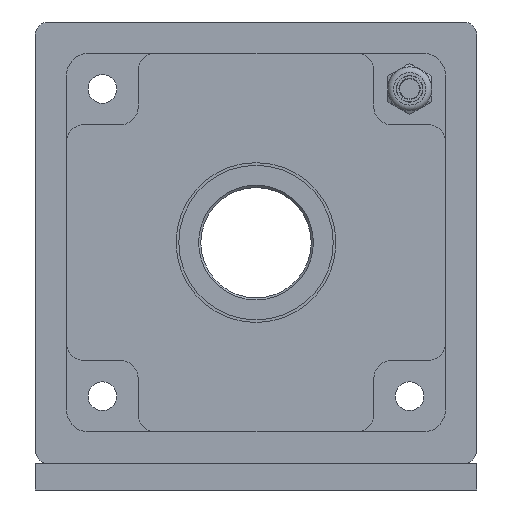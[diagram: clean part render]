
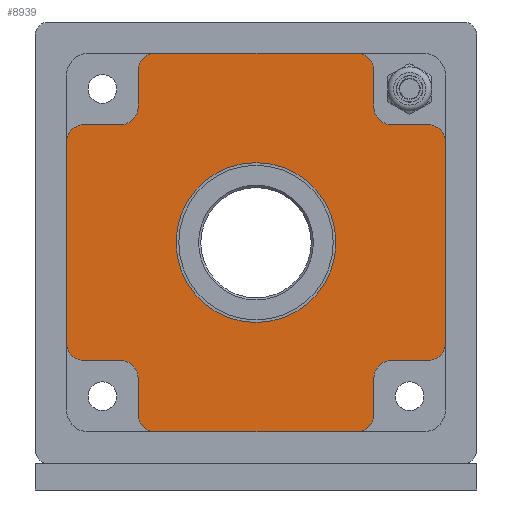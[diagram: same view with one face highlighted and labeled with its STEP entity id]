
A CAD part, left-side view. The second image highlights one B-rep face of the part: STEP entity #8939.
In plain terms, the highlighted planar face has unit normal (-1, 0, 0).
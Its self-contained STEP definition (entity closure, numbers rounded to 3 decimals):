
#657=FACE_BOUND('',#1491,.T.);
#792=PLANE('',#9632);
#944=FACE_OUTER_BOUND('',#1490,.T.);
#1490=EDGE_LOOP('',(#5989,#5990,#5991,#5992,#5993,#5994,#5995,#5996,#5997,
#5998,#5999,#6000,#6001,#6002,#6003,#6004,#6005,#6006,#6007,#6008,#6009,
#6010,#6011,#6012));
#1491=EDGE_LOOP('',(#6013));
#2153=LINE('',#13057,#2696);
#2166=LINE('',#13093,#2709);
#2178=LINE('',#13143,#2721);
#2179=LINE('',#13147,#2722);
#2180=LINE('',#13151,#2723);
#2181=LINE('',#13155,#2724);
#2182=LINE('',#13159,#2725);
#2183=LINE('',#13164,#2726);
#2184=LINE('',#13168,#2727);
#2185=LINE('',#13172,#2728);
#2186=LINE('',#13176,#2729);
#2187=LINE('',#13180,#2730);
#2696=VECTOR('',#10589,10.);
#2709=VECTOR('',#10618,10.);
#2721=VECTOR('',#10670,10.);
#2722=VECTOR('',#10673,10.);
#2723=VECTOR('',#10676,10.);
#2724=VECTOR('',#10679,10.);
#2725=VECTOR('',#10682,10.);
#2726=VECTOR('',#10687,10.);
#2727=VECTOR('',#10690,10.);
#2728=VECTOR('',#10693,10.);
#2729=VECTOR('',#10696,10.);
#2730=VECTOR('',#10699,10.);
#3256=CIRCLE('',#9628,18.1);
#3257=CIRCLE('',#9630,4.);
#3259=CIRCLE('',#9633,4.);
#3260=CIRCLE('',#9634,4.);
#3261=CIRCLE('',#9635,4.);
#3262=CIRCLE('',#9636,4.);
#3263=CIRCLE('',#9637,4.);
#3264=CIRCLE('',#9638,4.);
#3265=CIRCLE('',#9639,4.);
#3266=CIRCLE('',#9640,4.);
#3267=CIRCLE('',#9641,4.);
#3268=CIRCLE('',#9642,4.);
#3269=CIRCLE('',#9643,4.);
#3658=VERTEX_POINT('',#13054);
#3659=VERTEX_POINT('',#13056);
#3673=VERTEX_POINT('',#13090);
#3674=VERTEX_POINT('',#13092);
#3689=VERTEX_POINT('',#13132);
#3690=VERTEX_POINT('',#13136);
#3692=VERTEX_POINT('',#13142);
#3693=VERTEX_POINT('',#13144);
#3694=VERTEX_POINT('',#13146);
#3695=VERTEX_POINT('',#13148);
#3696=VERTEX_POINT('',#13150);
#3697=VERTEX_POINT('',#13152);
#3698=VERTEX_POINT('',#13154);
#3699=VERTEX_POINT('',#13156);
#3700=VERTEX_POINT('',#13158);
#3701=VERTEX_POINT('',#13161);
#3702=VERTEX_POINT('',#13163);
#3703=VERTEX_POINT('',#13165);
#3704=VERTEX_POINT('',#13167);
#3705=VERTEX_POINT('',#13169);
#3706=VERTEX_POINT('',#13171);
#3707=VERTEX_POINT('',#13173);
#3708=VERTEX_POINT('',#13175);
#3709=VERTEX_POINT('',#13177);
#3710=VERTEX_POINT('',#13179);
#4565=EDGE_CURVE('',#3659,#3658,#2153,.T.);
#4583=EDGE_CURVE('',#3674,#3673,#2166,.T.);
#4603=EDGE_CURVE('',#3689,#3689,#3256,.T.);
#4605=EDGE_CURVE('',#3690,#3658,#3257,.T.);
#4608=EDGE_CURVE('',#3690,#3692,#2178,.T.);
#4609=EDGE_CURVE('',#3693,#3692,#3259,.T.);
#4610=EDGE_CURVE('',#3693,#3694,#2179,.T.);
#4611=EDGE_CURVE('',#3695,#3694,#3260,.T.);
#4612=EDGE_CURVE('',#3695,#3696,#2180,.T.);
#4613=EDGE_CURVE('',#3697,#3696,#3261,.T.);
#4614=EDGE_CURVE('',#3697,#3698,#2181,.T.);
#4615=EDGE_CURVE('',#3699,#3698,#3262,.T.);
#4616=EDGE_CURVE('',#3699,#3700,#2182,.T.);
#4617=EDGE_CURVE('',#3674,#3700,#3263,.T.);
#4618=EDGE_CURVE('',#3701,#3673,#3264,.T.);
#4619=EDGE_CURVE('',#3701,#3702,#2183,.T.);
#4620=EDGE_CURVE('',#3703,#3702,#3265,.T.);
#4621=EDGE_CURVE('',#3703,#3704,#2184,.T.);
#4622=EDGE_CURVE('',#3705,#3704,#3266,.T.);
#4623=EDGE_CURVE('',#3705,#3706,#2185,.T.);
#4624=EDGE_CURVE('',#3707,#3706,#3267,.T.);
#4625=EDGE_CURVE('',#3707,#3708,#2186,.T.);
#4626=EDGE_CURVE('',#3709,#3708,#3268,.T.);
#4627=EDGE_CURVE('',#3709,#3710,#2187,.T.);
#4628=EDGE_CURVE('',#3659,#3710,#3269,.T.);
#5989=ORIENTED_EDGE('',*,*,#4605,.F.);
#5990=ORIENTED_EDGE('',*,*,#4608,.T.);
#5991=ORIENTED_EDGE('',*,*,#4609,.F.);
#5992=ORIENTED_EDGE('',*,*,#4610,.T.);
#5993=ORIENTED_EDGE('',*,*,#4611,.F.);
#5994=ORIENTED_EDGE('',*,*,#4612,.T.);
#5995=ORIENTED_EDGE('',*,*,#4613,.F.);
#5996=ORIENTED_EDGE('',*,*,#4614,.T.);
#5997=ORIENTED_EDGE('',*,*,#4615,.F.);
#5998=ORIENTED_EDGE('',*,*,#4616,.T.);
#5999=ORIENTED_EDGE('',*,*,#4617,.F.);
#6000=ORIENTED_EDGE('',*,*,#4583,.T.);
#6001=ORIENTED_EDGE('',*,*,#4618,.F.);
#6002=ORIENTED_EDGE('',*,*,#4619,.T.);
#6003=ORIENTED_EDGE('',*,*,#4620,.F.);
#6004=ORIENTED_EDGE('',*,*,#4621,.T.);
#6005=ORIENTED_EDGE('',*,*,#4622,.F.);
#6006=ORIENTED_EDGE('',*,*,#4623,.T.);
#6007=ORIENTED_EDGE('',*,*,#4624,.F.);
#6008=ORIENTED_EDGE('',*,*,#4625,.T.);
#6009=ORIENTED_EDGE('',*,*,#4626,.F.);
#6010=ORIENTED_EDGE('',*,*,#4627,.T.);
#6011=ORIENTED_EDGE('',*,*,#4628,.F.);
#6012=ORIENTED_EDGE('',*,*,#4565,.T.);
#6013=ORIENTED_EDGE('',*,*,#4603,.T.);
#8939=ADVANCED_FACE('',(#944,#657),#792,.F.);
#9628=AXIS2_PLACEMENT_3D('',#13133,#10658,#10659);
#9630=AXIS2_PLACEMENT_3D('',#13137,#10663,#10664);
#9632=AXIS2_PLACEMENT_3D('',#13141,#10668,#10669);
#9633=AXIS2_PLACEMENT_3D('',#13145,#10671,#10672);
#9634=AXIS2_PLACEMENT_3D('',#13149,#10674,#10675);
#9635=AXIS2_PLACEMENT_3D('',#13153,#10677,#10678);
#9636=AXIS2_PLACEMENT_3D('',#13157,#10680,#10681);
#9637=AXIS2_PLACEMENT_3D('',#13160,#10683,#10684);
#9638=AXIS2_PLACEMENT_3D('',#13162,#10685,#10686);
#9639=AXIS2_PLACEMENT_3D('',#13166,#10688,#10689);
#9640=AXIS2_PLACEMENT_3D('',#13170,#10691,#10692);
#9641=AXIS2_PLACEMENT_3D('',#13174,#10694,#10695);
#9642=AXIS2_PLACEMENT_3D('',#13178,#10697,#10698);
#9643=AXIS2_PLACEMENT_3D('',#13181,#10700,#10701);
#10589=DIRECTION('',(0.,1.,0.));
#10618=DIRECTION('',(0.,-1.,0.));
#10658=DIRECTION('center_axis',(1.,0.,0.));
#10659=DIRECTION('ref_axis',(0.,1.,0.));
#10663=DIRECTION('center_axis',(1.,0.,0.));
#10664=DIRECTION('ref_axis',(0.,0.707,0.707));
#10668=DIRECTION('center_axis',(1.,0.,0.));
#10669=DIRECTION('ref_axis',(0.,1.,0.));
#10670=DIRECTION('',(0.,0.,-1.));
#10671=DIRECTION('center_axis',(-1.,0.,0.));
#10672=DIRECTION('ref_axis',(0.,-0.707,-0.707));
#10673=DIRECTION('',(0.,1.,0.));
#10674=DIRECTION('center_axis',(1.,0.,0.));
#10675=DIRECTION('ref_axis',(0.,0.707,0.707));
#10676=DIRECTION('',(0.,0.,-1.));
#10677=DIRECTION('center_axis',(1.,0.,0.));
#10678=DIRECTION('ref_axis',(0.,0.707,-0.707));
#10679=DIRECTION('',(0.,-1.,0.));
#10680=DIRECTION('center_axis',(-1.,0.,0.));
#10681=DIRECTION('ref_axis',(0.,-0.707,0.707));
#10682=DIRECTION('',(0.,0.,-1.));
#10683=DIRECTION('center_axis',(1.,0.,0.));
#10684=DIRECTION('ref_axis',(0.,0.707,-0.707));
#10685=DIRECTION('center_axis',(1.,0.,0.));
#10686=DIRECTION('ref_axis',(0.,-0.707,-0.707));
#10687=DIRECTION('',(0.,0.,1.));
#10688=DIRECTION('center_axis',(-1.,0.,0.));
#10689=DIRECTION('ref_axis',(0.,0.707,0.707));
#10690=DIRECTION('',(0.,-1.,0.));
#10691=DIRECTION('center_axis',(1.,0.,0.));
#10692=DIRECTION('ref_axis',(0.,-0.707,-0.707));
#10693=DIRECTION('',(0.,0.,1.));
#10694=DIRECTION('center_axis',(1.,0.,0.));
#10695=DIRECTION('ref_axis',(0.,-0.707,0.707));
#10696=DIRECTION('',(0.,1.,0.));
#10697=DIRECTION('center_axis',(-1.,0.,0.));
#10698=DIRECTION('ref_axis',(0.,0.707,-0.707));
#10699=DIRECTION('',(0.,0.,1.));
#10700=DIRECTION('center_axis',(1.,0.,0.));
#10701=DIRECTION('ref_axis',(0.,-0.707,0.707));
#13054=CARTESIAN_POINT('',(0.,22.7,42.9));
#13056=CARTESIAN_POINT('',(0.,-22.7,42.9));
#13057=CARTESIAN_POINT('',(0.,-42.9,42.9));
#13090=CARTESIAN_POINT('',(0.,-22.7,-42.9));
#13092=CARTESIAN_POINT('',(0.,22.7,-42.9));
#13093=CARTESIAN_POINT('',(0.,42.9,-42.9));
#13132=CARTESIAN_POINT('',(0.,-18.1,0.));
#13133=CARTESIAN_POINT('Origin',(0.,0.,0.));
#13136=CARTESIAN_POINT('',(0.,26.7,38.9));
#13137=CARTESIAN_POINT('Origin',(0.,22.7,38.9));
#13141=CARTESIAN_POINT('Origin',(0.,0.,0.));
#13142=CARTESIAN_POINT('',(0.,26.7,30.7));
#13143=CARTESIAN_POINT('',(0.,26.7,21.45));
#13144=CARTESIAN_POINT('',(0.,30.7,26.7));
#13145=CARTESIAN_POINT('Origin',(0.,30.7,30.7));
#13146=CARTESIAN_POINT('',(0.,38.9,26.7));
#13147=CARTESIAN_POINT('',(0.,13.35,26.7));
#13148=CARTESIAN_POINT('',(0.,42.9,22.7));
#13149=CARTESIAN_POINT('Origin',(0.,38.9,22.7));
#13150=CARTESIAN_POINT('',(0.,42.9,-22.7));
#13151=CARTESIAN_POINT('',(0.,42.9,42.9));
#13152=CARTESIAN_POINT('',(0.,38.9,-26.7));
#13153=CARTESIAN_POINT('Origin',(0.,38.9,-22.7));
#13154=CARTESIAN_POINT('',(0.,30.7,-26.7));
#13155=CARTESIAN_POINT('',(0.,21.45,-26.7));
#13156=CARTESIAN_POINT('',(0.,26.7,-30.7));
#13157=CARTESIAN_POINT('Origin',(0.,30.7,-30.7));
#13158=CARTESIAN_POINT('',(0.,26.7,-38.9));
#13159=CARTESIAN_POINT('',(0.,26.7,-13.35));
#13160=CARTESIAN_POINT('Origin',(0.,22.7,-38.9));
#13161=CARTESIAN_POINT('',(0.,-26.7,-38.9));
#13162=CARTESIAN_POINT('Origin',(0.,-22.7,-38.9));
#13163=CARTESIAN_POINT('',(0.,-26.7,-30.7));
#13164=CARTESIAN_POINT('',(0.,-26.7,-21.45));
#13165=CARTESIAN_POINT('',(0.,-30.7,-26.7));
#13166=CARTESIAN_POINT('Origin',(0.,-30.7,-30.7));
#13167=CARTESIAN_POINT('',(0.,-38.9,-26.7));
#13168=CARTESIAN_POINT('',(0.,-13.35,-26.7));
#13169=CARTESIAN_POINT('',(0.,-42.9,-22.7));
#13170=CARTESIAN_POINT('Origin',(0.,-38.9,-22.7));
#13171=CARTESIAN_POINT('',(0.,-42.9,22.7));
#13172=CARTESIAN_POINT('',(0.,-42.9,26.7));
#13173=CARTESIAN_POINT('',(0.,-38.9,26.7));
#13174=CARTESIAN_POINT('Origin',(0.,-38.9,22.7));
#13175=CARTESIAN_POINT('',(0.,-30.7,26.7));
#13176=CARTESIAN_POINT('',(0.,-21.45,26.7));
#13177=CARTESIAN_POINT('',(0.,-26.7,30.7));
#13178=CARTESIAN_POINT('Origin',(0.,-30.7,30.7));
#13179=CARTESIAN_POINT('',(0.,-26.7,38.9));
#13180=CARTESIAN_POINT('',(0.,-26.7,13.35));
#13181=CARTESIAN_POINT('Origin',(0.,-22.7,38.9));
